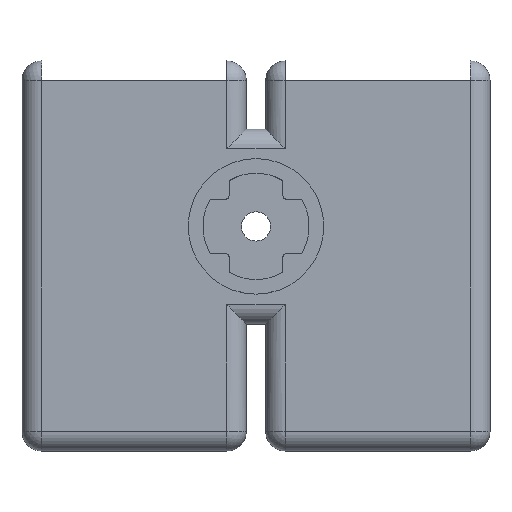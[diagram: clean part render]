
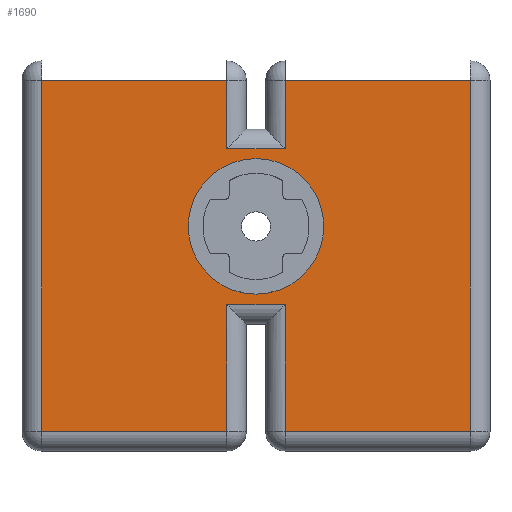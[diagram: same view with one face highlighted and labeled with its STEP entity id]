
A CAD part, top view. The second image highlights one B-rep face of the part: STEP entity #1690.
In plain terms, the highlighted planar face has unit normal (0, 0, 1).
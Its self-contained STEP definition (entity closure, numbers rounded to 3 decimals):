
#37=FACE_BOUND('',#286,.T.);
#85=PLANE('',#1862);
#183=FACE_OUTER_BOUND('',#285,.T.);
#285=EDGE_LOOP('',(#1542,#1543,#1544,#1545,#1546,#1547,#1548,#1549,#1550,
#1551,#1552,#1553));
#286=EDGE_LOOP('',(#1554));
#384=LINE('',#2603,#547);
#385=LINE('',#2605,#548);
#428=LINE('',#2789,#591);
#430=LINE('',#2801,#593);
#436=LINE('',#2869,#599);
#438=LINE('',#2872,#601);
#442=LINE('',#2880,#605);
#444=LINE('',#2885,#607);
#445=LINE('',#2888,#608);
#446=LINE('',#2890,#609);
#447=LINE('',#2892,#610);
#449=LINE('',#2895,#612);
#547=VECTOR('',#2066,10.);
#548=VECTOR('',#2069,10.);
#591=VECTOR('',#2244,10.);
#593=VECTOR('',#2260,10.);
#599=VECTOR('',#2316,10.);
#601=VECTOR('',#2320,10.);
#605=VECTOR('',#2330,10.);
#607=VECTOR('',#2336,10.);
#608=VECTOR('',#2341,10.);
#609=VECTOR('',#2344,10.);
#610=VECTOR('',#2347,10.);
#612=VECTOR('',#2351,10.);
#650=CIRCLE('',#1783,6.95);
#728=VERTEX_POINT('',#2468);
#736=VERTEX_POINT('',#2489);
#762=VERTEX_POINT('',#2566);
#770=VERTEX_POINT('',#2595);
#806=VERTEX_POINT('',#2708);
#815=VERTEX_POINT('',#2758);
#820=VERTEX_POINT('',#2788);
#822=VERTEX_POINT('',#2793);
#823=VERTEX_POINT('',#2800);
#825=VERTEX_POINT('',#2811);
#830=VERTEX_POINT('',#2842);
#834=VERTEX_POINT('',#2879);
#835=VERTEX_POINT('',#2884);
#951=EDGE_CURVE('',#762,#728,#384,.T.);
#952=EDGE_CURVE('',#736,#770,#385,.T.);
#1004=EDGE_CURVE('',#806,#806,#650,.T.);
#1031=EDGE_CURVE('',#728,#820,#428,.T.);
#1037=EDGE_CURVE('',#820,#823,#430,.T.);
#1060=EDGE_CURVE('',#770,#830,#436,.T.);
#1062=EDGE_CURVE('',#830,#825,#438,.T.);
#1066=EDGE_CURVE('',#825,#834,#442,.T.);
#1069=EDGE_CURVE('',#834,#835,#444,.T.);
#1071=EDGE_CURVE('',#823,#736,#445,.T.);
#1072=EDGE_CURVE('',#835,#822,#446,.T.);
#1073=EDGE_CURVE('',#822,#815,#447,.T.);
#1075=EDGE_CURVE('',#815,#762,#449,.T.);
#1542=ORIENTED_EDGE('',*,*,#1060,.F.);
#1543=ORIENTED_EDGE('',*,*,#952,.F.);
#1544=ORIENTED_EDGE('',*,*,#1071,.F.);
#1545=ORIENTED_EDGE('',*,*,#1037,.F.);
#1546=ORIENTED_EDGE('',*,*,#1031,.F.);
#1547=ORIENTED_EDGE('',*,*,#951,.F.);
#1548=ORIENTED_EDGE('',*,*,#1075,.F.);
#1549=ORIENTED_EDGE('',*,*,#1073,.F.);
#1550=ORIENTED_EDGE('',*,*,#1072,.F.);
#1551=ORIENTED_EDGE('',*,*,#1069,.F.);
#1552=ORIENTED_EDGE('',*,*,#1066,.F.);
#1553=ORIENTED_EDGE('',*,*,#1062,.F.);
#1554=ORIENTED_EDGE('',*,*,#1004,.T.);
#1690=ADVANCED_FACE('',(#183,#37),#85,.T.);
#1783=AXIS2_PLACEMENT_3D('',#2710,#2176,#2177);
#1862=AXIS2_PLACEMENT_3D('',#2903,#2365,#2366);
#2066=DIRECTION('',(1.,0.,0.));
#2069=DIRECTION('',(1.,0.,0.));
#2176=DIRECTION('center_axis',(0.,0.,-1.));
#2177=DIRECTION('ref_axis',(-1.,0.,0.));
#2244=DIRECTION('',(0.,-1.,0.));
#2260=DIRECTION('',(1.,0.,0.));
#2316=DIRECTION('',(0.,-1.,0.));
#2320=DIRECTION('',(-1.,0.,0.));
#2330=DIRECTION('',(0.,1.,0.));
#2336=DIRECTION('',(-1.,0.,0.));
#2341=DIRECTION('',(0.,1.,0.));
#2344=DIRECTION('',(0.,-1.,0.));
#2347=DIRECTION('',(-1.,0.,0.));
#2351=DIRECTION('',(0.,1.,0.));
#2365=DIRECTION('center_axis',(0.,0.,1.));
#2366=DIRECTION('ref_axis',(1.,0.,0.));
#2468=CARTESIAN_POINT('',(-3.,18.,9.6));
#2489=CARTESIAN_POINT('',(3.,18.,9.6));
#2566=CARTESIAN_POINT('',(-22.,18.,9.6));
#2595=CARTESIAN_POINT('',(22.,18.,9.6));
#2603=CARTESIAN_POINT('',(-0.5,18.,9.6));
#2605=CARTESIAN_POINT('',(12.,18.,9.6));
#2708=CARTESIAN_POINT('',(6.95,3.027,9.6));
#2710=CARTESIAN_POINT('Origin',(0.,3.027,9.6));
#2758=CARTESIAN_POINT('',(-22.,-18.,9.6));
#2788=CARTESIAN_POINT('',(-3.,11.,9.6));
#2789=CARTESIAN_POINT('',(-3.,-10.,9.6));
#2793=CARTESIAN_POINT('',(-3.,-18.,9.6));
#2800=CARTESIAN_POINT('',(3.,11.,9.6));
#2801=CARTESIAN_POINT('',(0.5,11.,9.6));
#2811=CARTESIAN_POINT('',(3.,-18.,9.6));
#2842=CARTESIAN_POINT('',(22.,-18.,9.6));
#2869=CARTESIAN_POINT('',(22.,-10.,9.6));
#2872=CARTESIAN_POINT('',(0.5,-18.,9.6));
#2879=CARTESIAN_POINT('',(3.,-5.,9.6));
#2880=CARTESIAN_POINT('',(3.,-3.5,9.6));
#2884=CARTESIAN_POINT('',(-3.,-5.,9.6));
#2885=CARTESIAN_POINT('',(-0.5,-5.,9.6));
#2888=CARTESIAN_POINT('',(3.,-3.5,9.6));
#2890=CARTESIAN_POINT('',(-3.,-10.,9.6));
#2892=CARTESIAN_POINT('',(-12.,-18.,9.6));
#2895=CARTESIAN_POINT('',(-22.,10.,9.6));
#2903=CARTESIAN_POINT('Origin',(0.,0.,9.6));
